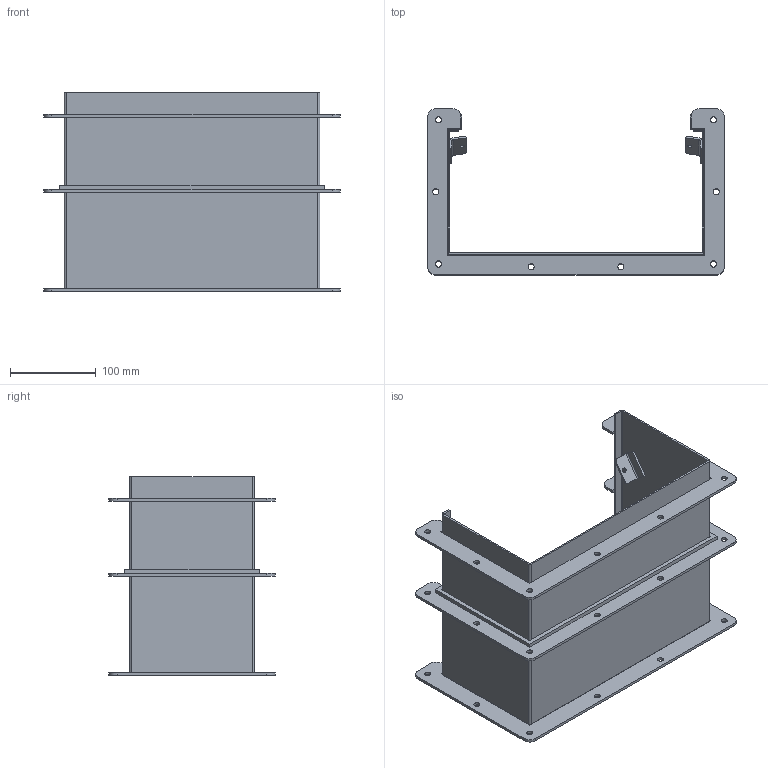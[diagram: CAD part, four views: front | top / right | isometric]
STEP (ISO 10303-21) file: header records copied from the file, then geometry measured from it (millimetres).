
FILE_DESCRIPTION(/* description */ ('LJWS, BKP,CS, 6X12X9'),/* implementation_level */ '2;1');
FILE_NAME(/* name */ 'LJWS126.stp',/* time_stamp */ '2017-04-03T16:04:33+06:00',/* author */ ('bjayachandran'),/* organization */ (''),/* preprocessor_version */ 'ST-DEVELOPER v16.1',/* originating_system */ 'Autodesk Inventor 2016',/* authorisation */ '');
FILE_SCHEMA (('AUTOMOTIVE_DESIGN { 1 0 10303 214 3 1 1 }'));
Length unit declared in the file: inch
Products named in the file (7): LJWS126BKP; LJWS126RING1P; LJWS126RING2P; LJWS126GASKET; LJWS126RING3P; C1001; LJWS126
Assembly tree (7 placements, depth 2):
  LJWS126
    LJWS126BKP
    LJWS126RING1P
    LJWS126RING2P
    LJWS126GASKET
    LJWS126RING3P
    C1001  x2
Bounding box: 346.08 x 193.68 x 231.78 mm (x, y, z)
Volume: 432516.3 mm3; surface area: 407085.9 mm2
Topology: 7 solids, 7 shells, 166 faces, 418 edges, 268 vertices
Faces by surface type: plane 104, cylinder 62
Full cylindrical faces by diameter (mm): 4.978 x2, 7.144 x24, 8.738 x2
Entity records: 4791 total; most frequent: DIRECTION 798, CARTESIAN_POINT 765, ORIENTED_EDGE 712, EDGE_CURVE 356, AXIS2_PLACEMENT_3D 277, LINE 244, VECTOR 244, VERTEX_POINT 244
